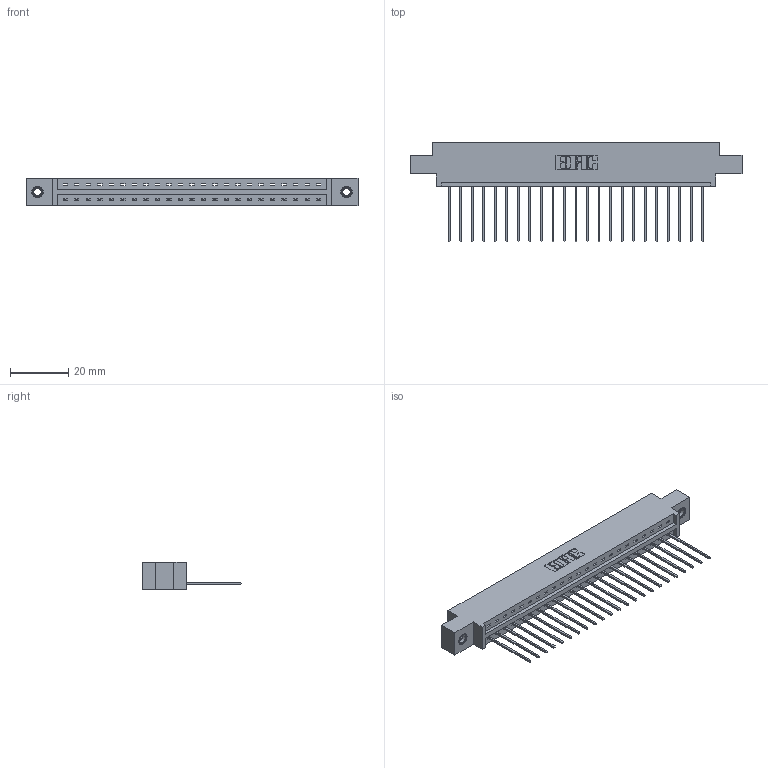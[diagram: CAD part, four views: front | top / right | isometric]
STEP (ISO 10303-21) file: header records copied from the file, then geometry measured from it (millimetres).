
FILE_DESCRIPTION (( 'STEP AP203' ), '1' );
FILE_NAME ('387-023-541-607.STEP', '2019-10-03T03:05:50', ( '' ), ( '' ), 'SwSTEP 2.0', 'SolidWorks 2016', '' );
FILE_SCHEMA (( 'CONFIG_CONTROL_DESIGN' ));
Length unit declared in the file: inch
Products named in the file (4): 337 Part_0.170 Offset - 0.156 Dia-TI; 345-250-001_345-250-005-103; 345-292-001_345-293-141; 387-023-541-607
Assembly tree (26 placements, depth 2):
  387-023-541-607
    337 Part_0.170 Offset - 0.156 Dia-TI
    345-292-001_345-293-141  x23
    345-250-001_345-250-005-103  x2
Bounding box: 114.15 x 34.3 x 9.4 mm (x, y, z)
Volume: 11570.8 mm3; surface area: 12455.6 mm2
Topology: 26 solids, 26 shells, 1604 faces, 4783 edges, 3150 vertices
Faces by surface type: plane 1164, cylinder 424, cone 12, torus 4
Entity records: 20890 total; most frequent: CARTESIAN_POINT 3618, ORIENTED_EDGE 3570, DIRECTION 3117, EDGE_CURVE 1785, VECTOR 1637, LINE 1637, VERTEX_POINT 1184, AXIS2_PLACEMENT_3D 740
